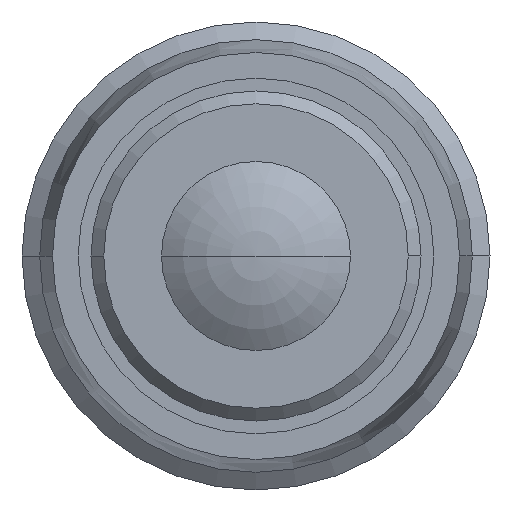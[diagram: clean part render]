
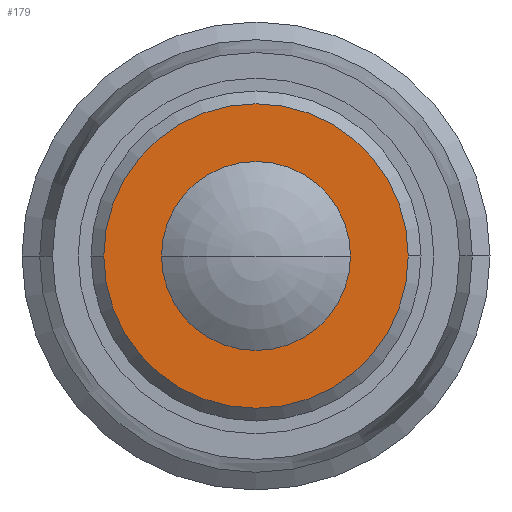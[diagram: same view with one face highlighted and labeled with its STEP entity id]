
A CAD part, left-side view. The second image highlights one B-rep face of the part: STEP entity #179.
In plain terms, the highlighted planar face has unit normal (-1, 0, 0).
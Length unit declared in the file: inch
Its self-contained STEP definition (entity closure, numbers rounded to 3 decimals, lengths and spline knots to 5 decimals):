
#34 = VERTEX_POINT ( 'NONE', #418 ) ;
#36 = EDGE_CURVE ( 'NONE', #37, #34, #476, .T. ) ;
#37 = VERTEX_POINT ( 'NONE', #471 ) ;
#179 = ADVANCED_FACE ( 'NONE', ( #943, #942 ), #988, .F. ) ;
#180 = EDGE_LOOP ( 'NONE', ( #181, #182 ) ) ;
#181 = ORIENTED_EDGE ( 'NONE', *, *, #198, .F. ) ;
#182 = ORIENTED_EDGE ( 'NONE', *, *, #183, .F. ) ;
#183 = EDGE_CURVE ( 'NONE', #200, #199, #983, .T. ) ;
#184 = EDGE_LOOP ( 'NONE', ( #185, #186 ) ) ;
#185 = ORIENTED_EDGE ( 'NONE', *, *, #36, .T. ) ;
#186 = ORIENTED_EDGE ( 'NONE', *, *, #187, .T. ) ;
#187 = EDGE_CURVE ( 'NONE', #34, #37, #977, .T. ) ;
#198 = EDGE_CURVE ( 'NONE', #199, #200, #1075, .T. ) ;
#199 = VERTEX_POINT ( 'NONE', #1071 ) ;
#200 = VERTEX_POINT ( 'NONE', #1070 ) ;
#418 = CARTESIAN_POINT ( 'NONE',  ( 0.232, -0.07746, 0. ) ) ;
#471 = CARTESIAN_POINT ( 'NONE',  ( 0.232, 0.07, 0. ) ) ;
#472 = DIRECTION ( 'NONE',  ( 0., 1., 0. ) ) ;
#473 = DIRECTION ( 'NONE',  ( 1., 0., 0. ) ) ;
#474 = CARTESIAN_POINT ( 'NONE',  ( 0.232, -0.00373, 0. ) ) ;
#475 = AXIS2_PLACEMENT_3D ( 'NONE', #474, #473, #472 ) ;
#476 = CIRCLE ( 'NONE', #475, 0.07373 ) ;
#942 = FACE_BOUND ( 'NONE', #184, .T. ) ;
#943 = FACE_OUTER_BOUND ( 'NONE', #180, .T. ) ;
#973 = DIRECTION ( 'NONE',  ( 0., 1., 0. ) ) ;
#974 = DIRECTION ( 'NONE',  ( 1., 0., 0. ) ) ;
#975 = CARTESIAN_POINT ( 'NONE',  ( 0.232, -0.00373, 0. ) ) ;
#976 = AXIS2_PLACEMENT_3D ( 'NONE', #975, #974, #973 ) ;
#977 = CIRCLE ( 'NONE', #976, 0.07373 ) ;
#979 = DIRECTION ( 'NONE',  ( 0., 1., 0. ) ) ;
#980 = DIRECTION ( 'NONE',  ( 1., 0., 0. ) ) ;
#981 = CARTESIAN_POINT ( 'NONE',  ( 0.232, -0.00373, 0. ) ) ;
#982 = AXIS2_PLACEMENT_3D ( 'NONE', #981, #980, #979 ) ;
#983 = CIRCLE ( 'NONE', #982, 0.11873 ) ;
#984 = DIRECTION ( 'NONE',  ( 0., 1., 0. ) ) ;
#985 = DIRECTION ( 'NONE',  ( 1., 0., 0. ) ) ;
#986 = CARTESIAN_POINT ( 'NONE',  ( 0.232, -0.00654, 0. ) ) ;
#987 = AXIS2_PLACEMENT_3D ( 'NONE', #986, #985, #984 ) ;
#988 = PLANE ( 'NONE',  #987 ) ;
#1016 = CARTESIAN_POINT ( 'NONE',  ( 0.232, -0.00373, 0. ) ) ;
#1070 = CARTESIAN_POINT ( 'NONE',  ( 0.232, -0.12246, 0. ) ) ;
#1071 = CARTESIAN_POINT ( 'NONE',  ( 0.232, 0.115, 0. ) ) ;
#1072 = DIRECTION ( 'NONE',  ( 0., 1., 0. ) ) ;
#1073 = DIRECTION ( 'NONE',  ( 1., 0., 0. ) ) ;
#1074 = AXIS2_PLACEMENT_3D ( 'NONE', #1016, #1073, #1072 ) ;
#1075 = CIRCLE ( 'NONE', #1074, 0.11873 ) ;
